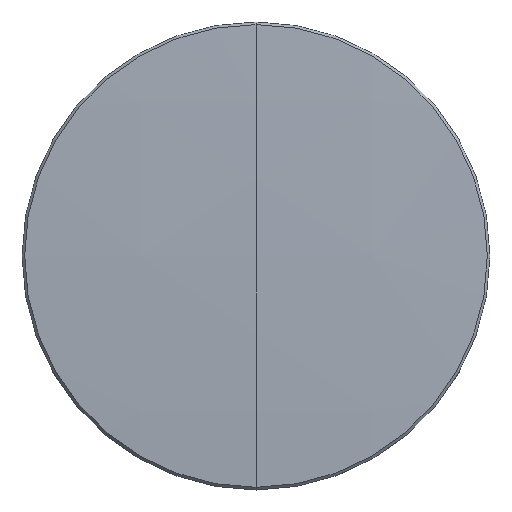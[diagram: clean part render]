
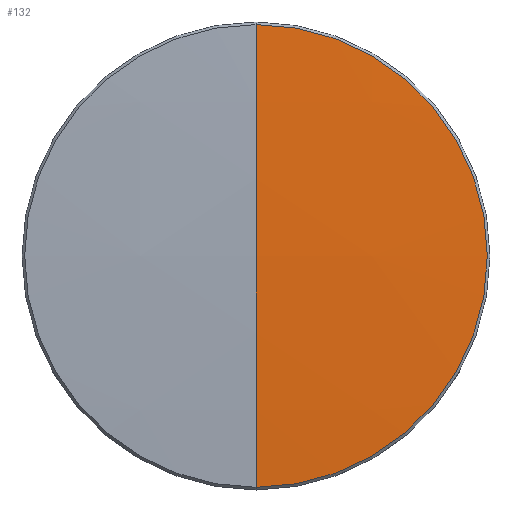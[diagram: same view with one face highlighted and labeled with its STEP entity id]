
A CAD part, top view. The second image highlights one B-rep face of the part: STEP entity #132.
In plain terms, the highlighted spherical face has radius 242.53 mm.
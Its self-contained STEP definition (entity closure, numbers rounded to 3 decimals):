
#19 = CARTESIAN_POINT ( 'NONE',  ( 0., 0., -240.53 ) ) ;
#43 = DIRECTION ( 'NONE',  ( 0., 1., 0. ) ) ;
#44 = DIRECTION ( 'NONE',  ( 1., 0., 0. ) ) ;
#46 = DIRECTION ( 'NONE',  ( -1., 0., 0. ) ) ;
#80 = EDGE_CURVE ( 'NONE', #170, #221, #263, .T. ) ;
#106 = CARTESIAN_POINT ( 'NONE',  ( 0., 0., -240.53 ) ) ;
#113 = DIRECTION ( 'NONE',  ( 1., 0., 0. ) ) ;
#120 = AXIS2_PLACEMENT_3D ( 'NONE', #106, #113, #201 ) ;
#132 = ADVANCED_FACE ( 'NONE', ( #180 ), #202, .T. ) ;
#149 = AXIS2_PLACEMENT_3D ( 'NONE', #273, #44, #280 ) ;
#155 = DIRECTION ( 'NONE',  ( 0., 0., 1. ) ) ;
#168 = ORIENTED_EDGE ( 'NONE', *, *, #181, .F. ) ;
#170 = VERTEX_POINT ( 'NONE', #231 ) ;
#177 = AXIS2_PLACEMENT_3D ( 'NONE', #19, #46, #155 ) ;
#180 = FACE_OUTER_BOUND ( 'NONE', #225, .T. ) ;
#181 = EDGE_CURVE ( 'NONE', #170, #224, #246, .T. ) ;
#182 = CIRCLE ( 'NONE', #272, 12.559 ) ;
#186 = ORIENTED_EDGE ( 'NONE', *, *, #287, .F. ) ;
#201 = DIRECTION ( 'NONE',  ( 0., 1., 0. ) ) ;
#202 = SPHERICAL_SURFACE ( 'NONE', #120, 242.53 ) ;
#215 = ORIENTED_EDGE ( 'NONE', *, *, #80, .T. ) ;
#221 = VERTEX_POINT ( 'NONE', #296 ) ;
#224 = VERTEX_POINT ( 'NONE', #288 ) ;
#225 = EDGE_LOOP ( 'NONE', ( #168, #215, #186 ) ) ;
#231 = CARTESIAN_POINT ( 'NONE',  ( 0., 0., 2. ) ) ;
#246 = CIRCLE ( 'NONE', #177, 242.53 ) ;
#263 = CIRCLE ( 'NONE', #149, 242.53 ) ;
#272 = AXIS2_PLACEMENT_3D ( 'NONE', #283, #274, #43 ) ;
#273 = CARTESIAN_POINT ( 'NONE',  ( 0., 0., -240.53 ) ) ;
#274 = DIRECTION ( 'NONE',  ( 0., 0., -1. ) ) ;
#280 = DIRECTION ( 'NONE',  ( 0., 1., 0. ) ) ;
#283 = CARTESIAN_POINT ( 'NONE',  ( 0., 0., 1.675 ) ) ;
#287 = EDGE_CURVE ( 'NONE', #224, #221, #182, .T. ) ;
#288 = CARTESIAN_POINT ( 'NONE',  ( 0., 12.559, 1.675 ) ) ;
#296 = CARTESIAN_POINT ( 'NONE',  ( 0., -12.559, 1.675 ) ) ;
